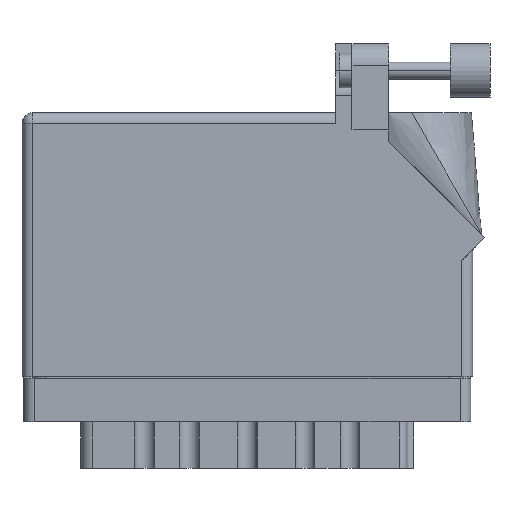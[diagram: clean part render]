
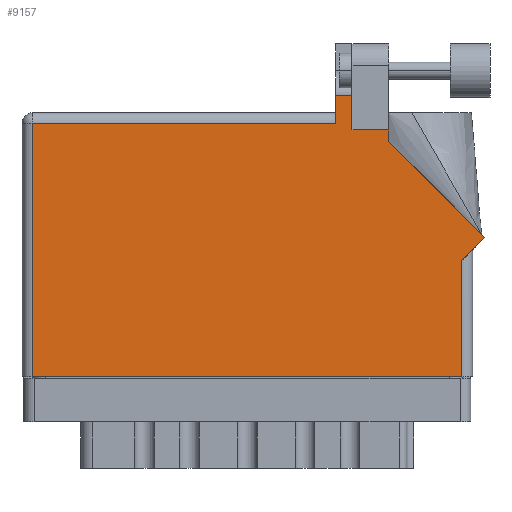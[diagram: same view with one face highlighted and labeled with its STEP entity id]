
A CAD part, front view. The second image highlights one B-rep face of the part: STEP entity #9157.
In plain terms, the highlighted face is planar.
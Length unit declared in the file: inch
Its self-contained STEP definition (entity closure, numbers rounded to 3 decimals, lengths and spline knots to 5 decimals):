
#70 = ORIENTED_EDGE ( 'NONE', *, *, #25783, .T. ) ;
#1874 = ORIENTED_EDGE ( 'NONE', *, *, #23538, .T. ) ;
#2020 = DIRECTION ( 'NONE',  ( -1., 0., 0. ) ) ;
#3626 = VERTEX_POINT ( 'NONE', #18649 ) ;
#3740 = DIRECTION ( 'NONE',  ( 0., -1., 0. ) ) ;
#3811 = CARTESIAN_POINT ( 'NONE',  ( 2.24377, 1.6315, 0. ) ) ;
#4141 = DIRECTION ( 'NONE',  ( -1., 0., 0. ) ) ;
#4693 = LINE ( 'NONE', #21543, #19138 ) ;
#4780 = CARTESIAN_POINT ( 'NONE',  ( 2.126, 1.36442, 0. ) ) ;
#5587 = CARTESIAN_POINT ( 'NONE',  ( 2.126, 1.43, 0. ) ) ;
#6177 = VECTOR ( 'NONE', #2020, 39.37008 ) ;
#7242 = CARTESIAN_POINT ( 'NONE',  ( 0., 1.468, 0. ) ) ;
#7684 = CARTESIAN_POINT ( 'NONE',  ( 0., 0., 0. ) ) ;
#8516 = VERTEX_POINT ( 'NONE', #48081 ) ;
#8636 = LINE ( 'NONE', #3811, #27252 ) ;
#9157 = ADVANCED_FACE ( 'NONE', ( #19227 ), #22494, .F. ) ;
#9391 = CARTESIAN_POINT ( 'NONE',  ( 2.612, 0.737, 0. ) ) ;
#9962 = EDGE_CURVE ( 'NONE', #22901, #14067, #29924, .T. ) ;
#10325 = ORIENTED_EDGE ( 'NONE', *, *, #48515, .T. ) ;
#10851 = CARTESIAN_POINT ( 'NONE',  ( 2.126, 1.43, 0. ) ) ;
#11957 = CARTESIAN_POINT ( 'NONE',  ( 0.062, 0., 0. ) ) ;
#12085 = LINE ( 'NONE', #9391, #13264 ) ;
#13264 = VECTOR ( 'NONE', #36310, 39.37008 ) ;
#13493 = ORIENTED_EDGE ( 'NONE', *, *, #35329, .T. ) ;
#14067 = VERTEX_POINT ( 'NONE', #27818 ) ;
#14738 = EDGE_CURVE ( 'NONE', #30423, #15430, #49349, .T. ) ;
#14923 = ORIENTED_EDGE ( 'NONE', *, *, #32393, .T. ) ;
#15430 = VERTEX_POINT ( 'NONE', #35650 ) ;
#15508 = VECTOR ( 'NONE', #49757, 39.37008 ) ;
#15718 = CARTESIAN_POINT ( 'NONE',  ( 2.55, 0.737, 0. ) ) ;
#18649 = CARTESIAN_POINT ( 'NONE',  ( 1.819, 1.468, 0. ) ) ;
#19138 = VECTOR ( 'NONE', #22571, 39.37008 ) ;
#19176 = DIRECTION ( 'NONE',  ( -1., 0., 0. ) ) ;
#19227 = FACE_OUTER_BOUND ( 'NONE', #46394, .T. ) ;
#21543 = CARTESIAN_POINT ( 'NONE',  ( 1.819, 1.53, 0. ) ) ;
#22393 = CARTESIAN_POINT ( 'NONE',  ( 1.913, 1.43, 0. ) ) ;
#22494 = PLANE ( 'NONE',  #28809 ) ;
#22571 = DIRECTION ( 'NONE',  ( 0., -1., 0. ) ) ;
#22738 = VECTOR ( 'NONE', #34778, 39.37008 ) ;
#22901 = VERTEX_POINT ( 'NONE', #41113 ) ;
#23538 = EDGE_CURVE ( 'NONE', #32366, #25086, #34396, .T. ) ;
#23850 = EDGE_CURVE ( 'NONE', #14067, #43136, #12085, .T. ) ;
#23937 = LINE ( 'NONE', #7684, #22738 ) ;
#25086 = VERTEX_POINT ( 'NONE', #31139 ) ;
#25783 = EDGE_CURVE ( 'NONE', #25086, #22901, #23937, .T. ) ;
#27252 = VECTOR ( 'NONE', #30694, 39.37008 ) ;
#27278 = EDGE_CURVE ( 'NONE', #15430, #8516, #8636, .T. ) ;
#27818 = CARTESIAN_POINT ( 'NONE',  ( 2.55, 0.675, 0. ) ) ;
#28274 = VERTEX_POINT ( 'NONE', #4780 ) ;
#28427 = LINE ( 'NONE', #5587, #6177 ) ;
#28683 = ORIENTED_EDGE ( 'NONE', *, *, #23850, .T. ) ;
#28746 = ORIENTED_EDGE ( 'NONE', *, *, #14738, .T. ) ;
#28809 = AXIS2_PLACEMENT_3D ( 'NONE', #46350, #34763, #4141 ) ;
#29543 = LINE ( 'NONE', #37995, #49446 ) ;
#29924 = LINE ( 'NONE', #15718, #15508 ) ;
#30423 = VERTEX_POINT ( 'NONE', #34440 ) ;
#30694 = DIRECTION ( 'NONE',  ( -1., 0., 0. ) ) ;
#30778 = DIRECTION ( 'NONE',  ( 0., 1., 0. ) ) ;
#31139 = CARTESIAN_POINT ( 'NONE',  ( 0.062, 0., 0. ) ) ;
#31368 = VECTOR ( 'NONE', #3740, 39.37008 ) ;
#32366 = VERTEX_POINT ( 'NONE', #49617 ) ;
#32393 = EDGE_CURVE ( 'NONE', #43136, #28274, #29543, .T. ) ;
#34396 = LINE ( 'NONE', #11957, #31368 ) ;
#34424 = CARTESIAN_POINT ( 'NONE',  ( 2.126, 1.36442, 0. ) ) ;
#34440 = CARTESIAN_POINT ( 'NONE',  ( 1.913, 1.43, 0. ) ) ;
#34763 = DIRECTION ( 'NONE',  ( 0., 0., -1. ) ) ;
#34778 = DIRECTION ( 'NONE',  ( 1., 0., 0. ) ) ;
#35329 = EDGE_CURVE ( 'NONE', #28274, #39511, #49134, .T. ) ;
#35650 = CARTESIAN_POINT ( 'NONE',  ( 1.913, 1.6315, 0. ) ) ;
#36252 = EDGE_CURVE ( 'NONE', #3626, #32366, #45425, .T. ) ;
#36310 = DIRECTION ( 'NONE',  ( 0.707, 0.707, 0. ) ) ;
#36474 = VECTOR ( 'NONE', #45528, 39.37008 ) ;
#37392 = ORIENTED_EDGE ( 'NONE', *, *, #9962, .T. ) ;
#37828 = DIRECTION ( 'NONE',  ( -0.707, 0.707, 0. ) ) ;
#37995 = CARTESIAN_POINT ( 'NONE',  ( 2.68271, 0.80771, 0. ) ) ;
#39511 = VERTEX_POINT ( 'NONE', #10851 ) ;
#41113 = CARTESIAN_POINT ( 'NONE',  ( 2.55, 0., 0. ) ) ;
#41337 = ORIENTED_EDGE ( 'NONE', *, *, #42390, .T. ) ;
#42007 = ORIENTED_EDGE ( 'NONE', *, *, #27278, .T. ) ;
#42390 = EDGE_CURVE ( 'NONE', #39511, #30423, #28427, .T. ) ;
#43136 = VERTEX_POINT ( 'NONE', #48204 ) ;
#43300 = VECTOR ( 'NONE', #30778, 39.37008 ) ;
#43835 = ORIENTED_EDGE ( 'NONE', *, *, #36252, .T. ) ;
#45425 = LINE ( 'NONE', #7242, #49626 ) ;
#45528 = DIRECTION ( 'NONE',  ( 0., 1., 0. ) ) ;
#46350 = CARTESIAN_POINT ( 'NONE',  ( 0., 1.53, 0. ) ) ;
#46394 = EDGE_LOOP ( 'NONE', ( #28746, #42007, #10325, #43835, #1874, #70, #37392, #28683, #14923, #13493, #41337 ) ) ;
#48081 = CARTESIAN_POINT ( 'NONE',  ( 1.819, 1.6315, 0. ) ) ;
#48204 = CARTESIAN_POINT ( 'NONE',  ( 2.68271, 0.80771, 0. ) ) ;
#48515 = EDGE_CURVE ( 'NONE', #8516, #3626, #4693, .T. ) ;
#49134 = LINE ( 'NONE', #34424, #36474 ) ;
#49349 = LINE ( 'NONE', #22393, #43300 ) ;
#49446 = VECTOR ( 'NONE', #37828, 39.37008 ) ;
#49617 = CARTESIAN_POINT ( 'NONE',  ( 0.062, 1.468, 0. ) ) ;
#49626 = VECTOR ( 'NONE', #19176, 39.37008 ) ;
#49757 = DIRECTION ( 'NONE',  ( 0., 1., 0. ) ) ;
